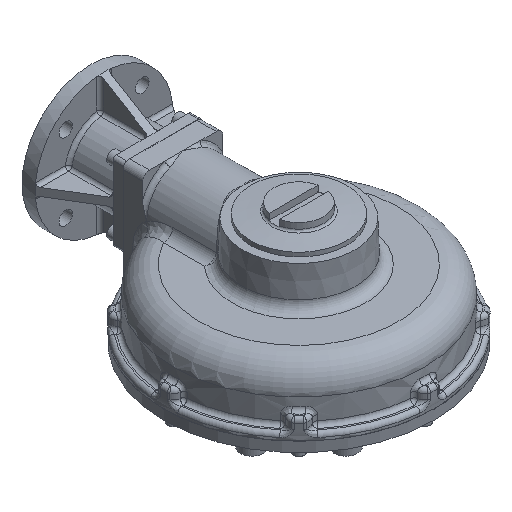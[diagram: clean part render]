
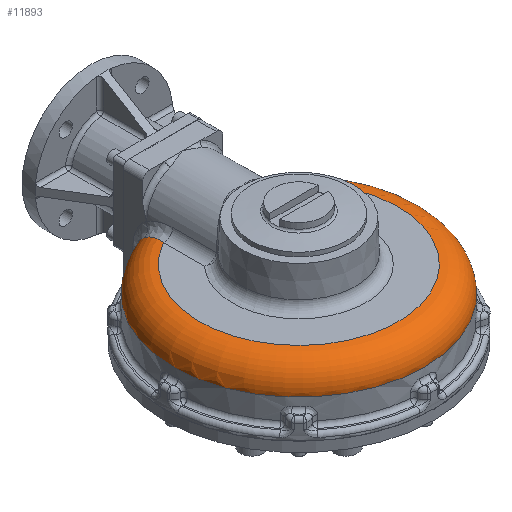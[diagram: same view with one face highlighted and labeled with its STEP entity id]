
A CAD part, isometric view. The second image highlights one B-rep face of the part: STEP entity #11893.
In plain terms, the highlighted toroidal (fillet/blend) face has major radius 151.5 mm and minor radius 40 mm.
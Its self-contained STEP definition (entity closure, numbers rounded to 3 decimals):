
#662=B_SPLINE_CURVE_WITH_KNOTS('',3,(#32474,#32475,#32476,#32477,#32478,
#32479,#32480,#32481),.UNSPECIFIED.,.F.,.F.,(4,1,1,1,1,4),(0.035,
0.043,0.048,0.052,0.06,
0.068),.UNSPECIFIED.);
#665=B_SPLINE_CURVE_WITH_KNOTS('',3,(#32567,#32568,#32569,#32570,#32571,
#32572,#32573),.UNSPECIFIED.,.F.,.F.,(4,1,1,1,4),(0.,0.008,
0.017,0.025,0.034),.UNSPECIFIED.);
#668=B_SPLINE_CURVE_WITH_KNOTS('',3,(#32671,#32672,#32673,#32674,#32675,
#32676,#32677,#32678),.UNSPECIFIED.,.F.,.F.,(4,1,1,1,1,4),(0.,0.009,
0.013,0.017,0.026,0.034),
 .UNSPECIFIED.);
#670=B_SPLINE_CURVE_WITH_KNOTS('',3,(#32800,#32801,#32802,#32803,#32804,
#32805,#32806,#32807,#32808),.UNSPECIFIED.,.F.,.F.,(4,1,1,1,1,1,4),(0.,
0.008,0.013,0.017,0.021,
0.025,0.034),.UNSPECIFIED.);
#2064=TOROIDAL_SURFACE('',#17290,151.5,40.);
#4818=ORIENTED_EDGE('',*,*,#6969,.F.);
#4819=ORIENTED_EDGE('',*,*,#6945,.T.);
#4820=ORIENTED_EDGE('',*,*,#6941,.T.);
#4821=ORIENTED_EDGE('',*,*,#6970,.F.);
#4822=ORIENTED_EDGE('',*,*,#6959,.T.);
#4823=ORIENTED_EDGE('',*,*,#6956,.T.);
#6941=EDGE_CURVE('',#8145,#8143,#662,.T.);
#6945=EDGE_CURVE('',#8147,#8145,#665,.T.);
#6956=EDGE_CURVE('',#8151,#8150,#668,.T.);
#6959=EDGE_CURVE('',#8153,#8151,#670,.T.);
#6969=EDGE_CURVE('',#8147,#8150,#9089,.T.);
#6970=EDGE_CURVE('',#8153,#8143,#9090,.F.);
#8143=VERTEX_POINT('',#32377);
#8145=VERTEX_POINT('',#32463);
#8147=VERTEX_POINT('',#32553);
#8150=VERTEX_POINT('',#32584);
#8151=VERTEX_POINT('',#32657);
#8153=VERTEX_POINT('',#32788);
#9089=CIRCLE('',#17291,151.5);
#9090=CIRCLE('',#17292,191.5);
#9964=EDGE_LOOP('',(#4818,#4819,#4820,#4821,#4822,#4823));
#10885=FACE_BOUND('',#9964,.T.);
#11893=ADVANCED_FACE('',(#10885),#2064,.T.);
#17290=AXIS2_PLACEMENT_3D('',#32907,#20611,#20612);
#17291=AXIS2_PLACEMENT_3D('',#32908,#20613,#20614);
#17292=AXIS2_PLACEMENT_3D('',#32909,#20615,#20616);
#20611=DIRECTION('',(0.,0.,1.));
#20612=DIRECTION('',(-1.,0.,0.));
#20613=DIRECTION('',(0.,0.,1.));
#20614=DIRECTION('',(-1.,0.,0.));
#20615=DIRECTION('',(0.,0.,1.));
#20616=DIRECTION('',(-1.,0.,0.));
#32377=CARTESIAN_POINT('',(-70.479,-3.916,-40.3));
#32463=CARTESIAN_POINT('',(-71.894,-18.352,-10.991));
#32474=CARTESIAN_POINT('',(-71.894,-18.352,-10.991));
#32475=CARTESIAN_POINT('',(-71.661,-16.151,-12.776));
#32476=CARTESIAN_POINT('',(-71.359,-13.172,-15.734));
#32477=CARTESIAN_POINT('',(-71.036,-9.87,-20.24));
#32478=CARTESIAN_POINT('',(-70.765,-7.027,-25.187));
#32479=CARTESIAN_POINT('',(-70.542,-4.612,-31.752));
#32480=CARTESIAN_POINT('',(-70.479,-3.916,-37.45));
#32481=CARTESIAN_POINT('',(-70.479,-3.916,-40.3));
#32553=CARTESIAN_POINT('',(-74.565,-50.095,-0.3));
#32567=CARTESIAN_POINT('',(-74.565,-50.095,-0.3));
#32568=CARTESIAN_POINT('',(-74.145,-47.244,-0.3));
#32569=CARTESIAN_POINT('',(-73.45,-41.599,-0.688));
#32570=CARTESIAN_POINT('',(-72.815,-33.338,-2.572));
#32571=CARTESIAN_POINT('',(-72.429,-25.33,-5.993));
#32572=CARTESIAN_POINT('',(-72.13,-20.591,-9.175));
#32573=CARTESIAN_POINT('',(-71.894,-18.352,-10.991));
#32584=CARTESIAN_POINT('',(74.565,-50.095,-0.3));
#32657=CARTESIAN_POINT('',(71.894,-18.352,-10.991));
#32671=CARTESIAN_POINT('',(71.894,-18.352,-10.991));
#32672=CARTESIAN_POINT('',(72.129,-20.584,-9.181));
#32673=CARTESIAN_POINT('',(72.354,-24.133,-6.804));
#32674=CARTESIAN_POINT('',(72.616,-29.24,-4.318));
#32675=CARTESIAN_POINT('',(72.916,-34.634,-2.283));
#32676=CARTESIAN_POINT('',(73.444,-41.555,-0.69));
#32677=CARTESIAN_POINT('',(74.145,-47.248,-0.3));
#32678=CARTESIAN_POINT('',(74.565,-50.095,-0.3));
#32788=CARTESIAN_POINT('',(70.479,-3.916,-40.3));
#32800=CARTESIAN_POINT('',(70.479,-3.916,-40.3));
#32801=CARTESIAN_POINT('',(70.479,-3.916,-37.454));
#32802=CARTESIAN_POINT('',(70.524,-4.414,-33.281));
#32803=CARTESIAN_POINT('',(70.675,-6.052,-27.841));
#32804=CARTESIAN_POINT('',(70.833,-7.737,-23.954));
#32805=CARTESIAN_POINT('',(71.032,-9.825,-20.31));
#32806=CARTESIAN_POINT('',(71.359,-13.177,-15.717));
#32807=CARTESIAN_POINT('',(71.663,-16.171,-12.76));
#32808=CARTESIAN_POINT('',(71.894,-18.352,-10.991));
#32907=CARTESIAN_POINT('',(0.,-181.975,-40.3));
#32908=CARTESIAN_POINT('',(0.,-181.975,-0.3));
#32909=CARTESIAN_POINT('',(0.,-181.975,-40.3));
